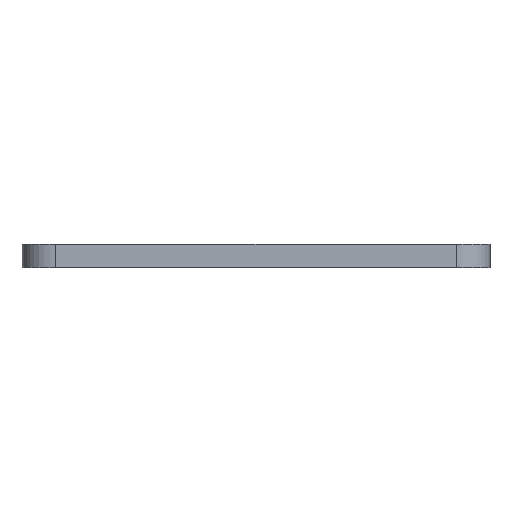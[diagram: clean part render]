
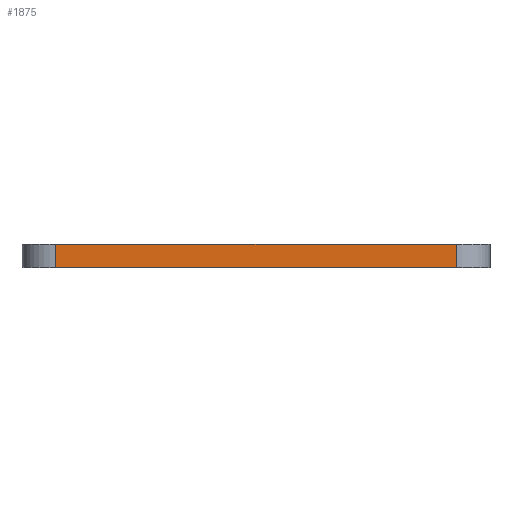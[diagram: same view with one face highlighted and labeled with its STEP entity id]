
A CAD part, top view. The second image highlights one B-rep face of the part: STEP entity #1875.
In plain terms, the highlighted planar face has unit normal (0, 0, 1).
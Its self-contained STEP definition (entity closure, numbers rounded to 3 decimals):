
#69=PLANE('',#2072);
#144=FACE_OUTER_BOUND('',#259,.T.);
#259=EDGE_LOOP('',(#1610,#1611,#1612,#1613));
#386=LINE('',#2920,#574);
#446=LINE('',#3127,#634);
#456=LINE('',#3154,#644);
#457=LINE('',#3156,#645);
#574=VECTOR('',#2342,9.95);
#634=VECTOR('',#2530,9.95);
#644=VECTOR('',#2560,10.);
#645=VECTOR('',#2563,9.95);
#854=VERTEX_POINT('',#2917);
#855=VERTEX_POINT('',#2919);
#938=VERTEX_POINT('',#3126);
#945=VERTEX_POINT('',#3152);
#1067=EDGE_CURVE('',#854,#855,#386,.T.);
#1178=EDGE_CURVE('',#855,#938,#446,.T.);
#1192=EDGE_CURVE('',#945,#854,#456,.T.);
#1193=EDGE_CURVE('',#938,#945,#457,.T.);
#1610=ORIENTED_EDGE('',*,*,#1192,.F.);
#1611=ORIENTED_EDGE('',*,*,#1193,.F.);
#1612=ORIENTED_EDGE('',*,*,#1178,.F.);
#1613=ORIENTED_EDGE('',*,*,#1067,.F.);
#1875=ADVANCED_FACE('',(#144),#69,.T.);
#2072=AXIS2_PLACEMENT_3D('',#3155,#2561,#2562);
#2342=DIRECTION('',(-1.,0.,0.));
#2530=DIRECTION('',(0.,1.,0.));
#2560=DIRECTION('',(0.,-1.,0.));
#2561=DIRECTION('center_axis',(0.,0.,1.));
#2562=DIRECTION('ref_axis',(1.,0.,0.));
#2563=DIRECTION('',(1.,0.,0.));
#2917=CARTESIAN_POINT('',(60.124,-1.,68.091));
#2919=CARTESIAN_POINT('',(-60.669,-1.,68.091));
#2920=CARTESIAN_POINT('',(-70.918,-1.,68.091));
#3126=CARTESIAN_POINT('',(-60.669,5.97,68.091));
#3127=CARTESIAN_POINT('',(-60.669,0.,68.091));
#3152=CARTESIAN_POINT('',(60.124,5.97,68.091));
#3154=CARTESIAN_POINT('',(60.124,0.,68.091));
#3155=CARTESIAN_POINT('Origin',(-60.669,0.,68.091));
#3156=CARTESIAN_POINT('',(-70.918,5.97,68.091));
